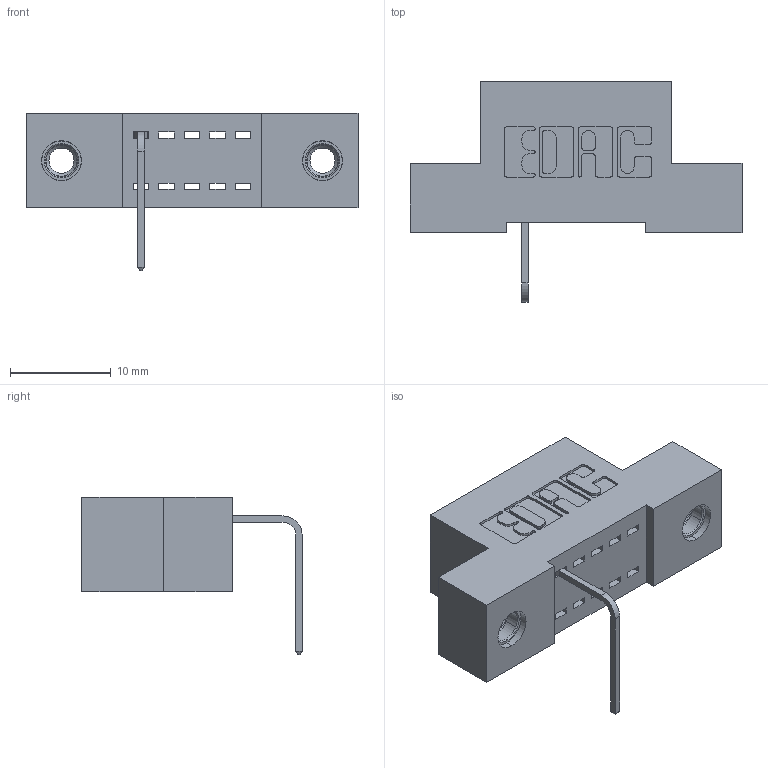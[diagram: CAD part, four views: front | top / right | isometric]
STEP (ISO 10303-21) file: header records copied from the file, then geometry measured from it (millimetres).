
FILE_DESCRIPTION (( 'STEP AP203' ), '1' );
FILE_NAME ('342-005-558-107.STEP', '2018-08-10T11:12:54', ( '' ), ( '' ), 'SwSTEP 2.0', 'SolidWorks 2016', '' );
FILE_SCHEMA (( 'CONFIG_CONTROL_DESIGN' ));
Length unit declared in the file: inch
Products named in the file (4): 342 Part_TI; 345-292-001_558 Tail - 2; 345-250-001_345-250-005-103; 342-005-558-107
Assembly tree (4 placements, depth 2):
  342-005-558-107
    342 Part_TI
    345-292-001_558 Tail - 2
    345-250-001_345-250-005-103  x2
Bounding box: 33.02 x 21.91 x 15.62 mm (x, y, z)
Volume: 2703.8 mm3; surface area: 3093.7 mm2
Topology: 4 solids, 4 shells, 278 faces, 785 edges, 514 vertices
Faces by surface type: plane 190, cylinder 72, cone 12, torus 4
Entity records: 8852 total; most frequent: CARTESIAN_POINT 1532, ORIENTED_EDGE 1470, DIRECTION 1395, EDGE_CURVE 735, LINE 587, VECTOR 587, VERTEX_POINT 484, AXIS2_PLACEMENT_3D 404
